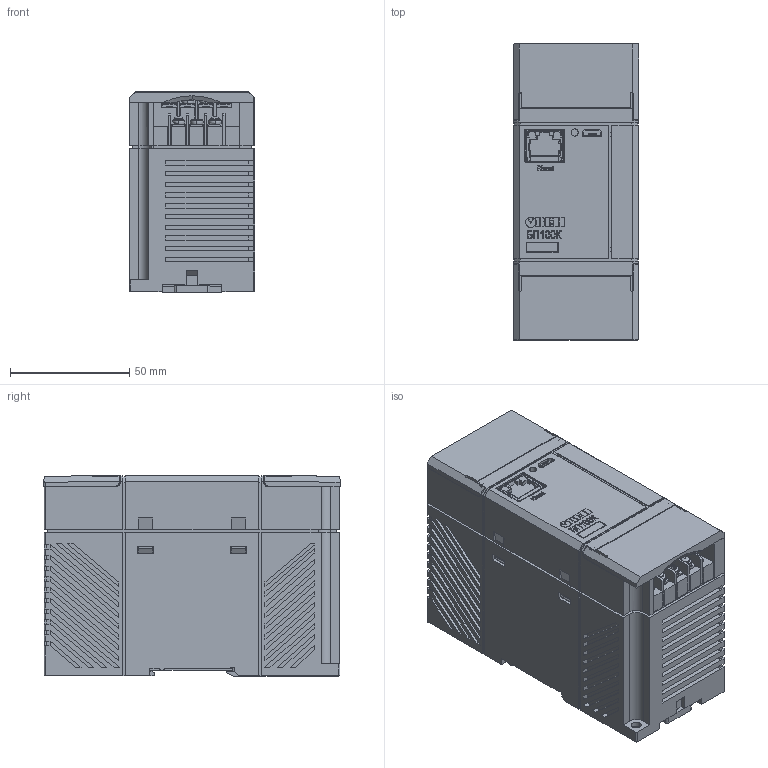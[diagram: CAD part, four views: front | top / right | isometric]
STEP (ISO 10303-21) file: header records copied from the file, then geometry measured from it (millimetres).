
FILE_DESCRIPTION (( 'STEP AP203' ), '1' );
FILE_NAME ('ÁÏ100Ê-12 (Ñ ãðàâèðîâêîé).STEP', '2020-11-23T11:15:40', ( '' ), ( '' ), 'SwSTEP 2.0', 'SolidWorks 2019', '' );
FILE_SCHEMA (( 'CONFIG_CONTROL_DESIGN' ));
Products named in the file (1): ÁÏ100Ê-12 (Ñ ãðàâèðîâêîé)
Bounding box: 52.58 x 124.15 x 84.05 mm (x, y, z)
Surface area: 90789 mm2 (no closed solid volume)
Topology: 0 solids, 15 shells, 2969 faces, 8654 edges, 5648 vertices
Faces by surface type: plane 2124, cylinder 394, bspline 297, cone 70, torus 68, sphere 16
Entity records: 127200 total; most frequent: CARTESIAN_POINT 67335, ORIENTED_EDGE 16928, EDGE_CURVE 8636, B_SPLINE_CURVE_WITH_KNOTS 8492, VERTEX_POINT 5639, DIRECTION 5346, EDGE_LOOP 3143, FACE_OUTER_BOUND 2969
